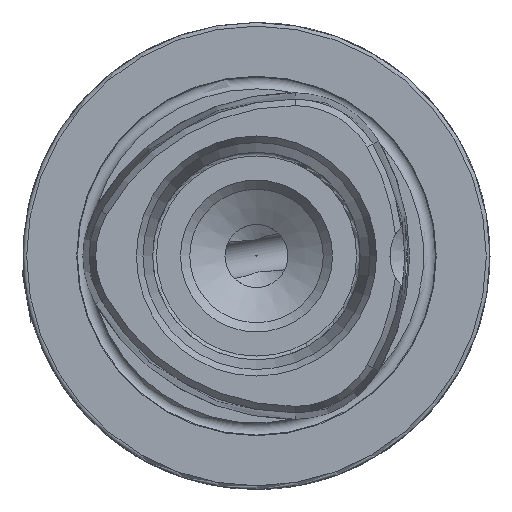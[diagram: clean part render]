
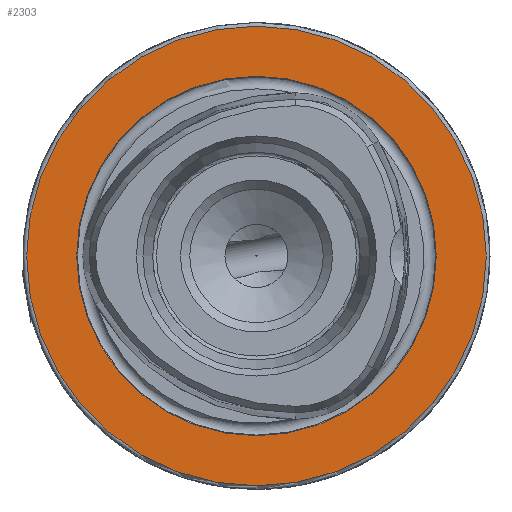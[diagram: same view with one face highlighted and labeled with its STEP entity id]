
A CAD part, left-side view. The second image highlights one B-rep face of the part: STEP entity #2303.
In plain terms, the highlighted planar face has unit normal (-1, 0, 0).
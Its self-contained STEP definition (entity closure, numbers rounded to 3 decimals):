
#392 = ORIENTED_EDGE ( 'NONE', *, *, #6293, .F. ) ;
#885 = ORIENTED_EDGE ( 'NONE', *, *, #6406, .T. ) ;
#1408 = EDGE_LOOP ( 'NONE', ( #392 ) ) ;
#1422 = DIRECTION ( 'NONE',  ( 0., 0., -1. ) ) ;
#1607 = DIRECTION ( 'NONE',  ( 0., 0., 1. ) ) ;
#1665 = DIRECTION ( 'NONE',  ( -1., 0., 0. ) ) ;
#1963 = DIRECTION ( 'NONE',  ( 1., 0., 0. ) ) ;
#2303 = ADVANCED_FACE ( 'NONE', ( #7680, #3322 ), #5375, .F. ) ;
#2659 = EDGE_LOOP ( 'NONE', ( #885 ) ) ;
#3005 = CIRCLE ( 'NONE', #8343, 24.25 ) ;
#3079 = DIRECTION ( 'NONE',  ( 0., 0., 1. ) ) ;
#3322 = FACE_OUTER_BOUND ( 'NONE', #2659, .T. ) ;
#3615 = CARTESIAN_POINT ( 'NONE',  ( 0., 0., 24.25 ) ) ;
#4453 = DIRECTION ( 'NONE',  ( -1., 0., 0. ) ) ;
#4660 = AXIS2_PLACEMENT_3D ( 'NONE', #5246, #1963, #1422 ) ;
#5246 = CARTESIAN_POINT ( 'NONE',  ( 0., 24.25, 0. ) ) ;
#5375 = PLANE ( 'NONE',  #4660 ) ;
#5584 = AXIS2_PLACEMENT_3D ( 'NONE', #6431, #4453, #3079 ) ;
#6258 = CARTESIAN_POINT ( 'NONE',  ( 0., 0., 0. ) ) ;
#6293 = EDGE_CURVE ( 'NONE', #8133, #8133, #3005, .T. ) ;
#6406 = EDGE_CURVE ( 'NONE', #8531, #8531, #8170, .T. ) ;
#6431 = CARTESIAN_POINT ( 'NONE',  ( 0., 0., 0. ) ) ;
#7627 = CARTESIAN_POINT ( 'NONE',  ( 0., 0., 31. ) ) ;
#7680 = FACE_BOUND ( 'NONE', #1408, .T. ) ;
#8133 = VERTEX_POINT ( 'NONE', #3615 ) ;
#8170 = CIRCLE ( 'NONE', #5584, 31. ) ;
#8343 = AXIS2_PLACEMENT_3D ( 'NONE', #6258, #1665, #1607 ) ;
#8531 = VERTEX_POINT ( 'NONE', #7627 ) ;
